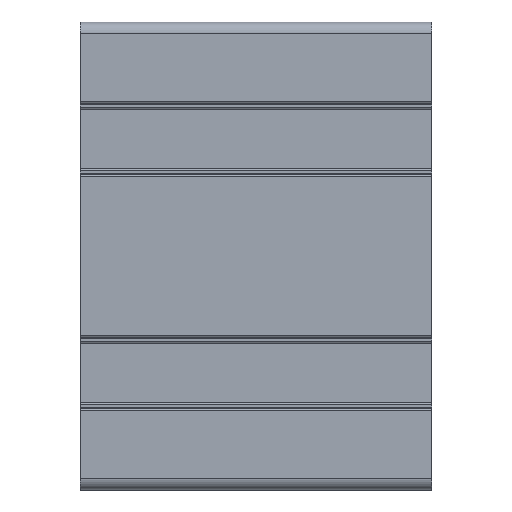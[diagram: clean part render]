
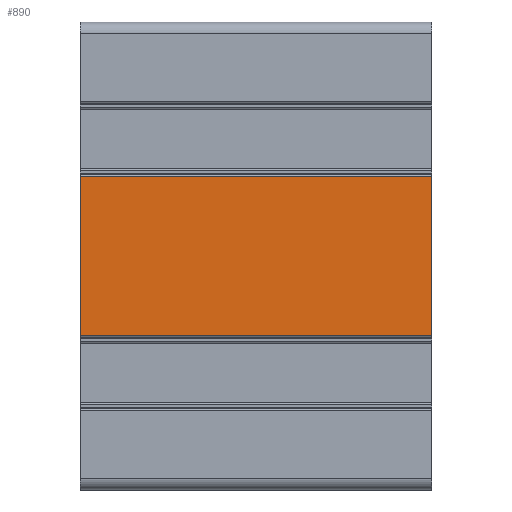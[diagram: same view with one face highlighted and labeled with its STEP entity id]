
A CAD part, left-side view. The second image highlights one B-rep face of the part: STEP entity #890.
In plain terms, the highlighted planar face has unit normal (-1, 0, 0).
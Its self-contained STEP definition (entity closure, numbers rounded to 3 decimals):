
#890 = ADVANCED_FACE ( 'NONE', ( #12963 ), #13897, .F. ) ;
#924 = EDGE_CURVE ( 'NONE', #3762, #8074, #6546, .T. ) ;
#1562 = CARTESIAN_POINT ( 'NONE',  ( -60., 60., 13.65 ) ) ;
#2146 = CARTESIAN_POINT ( 'NONE',  ( -60., 0., 13.65 ) ) ;
#3184 = ORIENTED_EDGE ( 'NONE', *, *, #3681, .F. ) ;
#3532 = CARTESIAN_POINT ( 'NONE',  ( -60., 60., 13.65 ) ) ;
#3678 = DIRECTION ( 'NONE',  ( 0., -1., 0. ) ) ;
#3681 = EDGE_CURVE ( 'NONE', #8119, #3762, #10190, .T. ) ;
#3762 = VERTEX_POINT ( 'NONE', #1562 ) ;
#4033 = DIRECTION ( 'NONE',  ( 1., 0., 0. ) ) ;
#4372 = VECTOR ( 'NONE', #3678, 1000. ) ;
#4493 = LINE ( 'NONE', #6868, #10938 ) ;
#4856 = VECTOR ( 'NONE', #5473, 1000. ) ;
#5473 = DIRECTION ( 'NONE',  ( 0., -1., 0. ) ) ;
#5660 = CARTESIAN_POINT ( 'NONE',  ( -60., 60., 0. ) ) ;
#5950 = CARTESIAN_POINT ( 'NONE',  ( -60., 0., -13.65 ) ) ;
#6543 = ORIENTED_EDGE ( 'NONE', *, *, #924, .F. ) ;
#6546 = LINE ( 'NONE', #3532, #4856 ) ;
#6868 = CARTESIAN_POINT ( 'NONE',  ( -60., 0., 0. ) ) ;
#7129 = LINE ( 'NONE', #8071, #4372 ) ;
#7841 = EDGE_CURVE ( 'NONE', #8119, #13622, #7129, .T. ) ;
#8071 = CARTESIAN_POINT ( 'NONE',  ( -60., 60., -13.65 ) ) ;
#8074 = VERTEX_POINT ( 'NONE', #2146 ) ;
#8119 = VERTEX_POINT ( 'NONE', #13226 ) ;
#8421 = DIRECTION ( 'NONE',  ( 0., 0., -1. ) ) ;
#10035 = DIRECTION ( 'NONE',  ( 0., 0., 1. ) ) ;
#10093 = ORIENTED_EDGE ( 'NONE', *, *, #10192, .T. ) ;
#10170 = EDGE_LOOP ( 'NONE', ( #10093, #6543, #3184, #13404 ) ) ;
#10190 = LINE ( 'NONE', #5660, #11246 ) ;
#10192 = EDGE_CURVE ( 'NONE', #13622, #8074, #4493, .T. ) ;
#10244 = DIRECTION ( 'NONE',  ( 0., 0., 1. ) ) ;
#10938 = VECTOR ( 'NONE', #10244, 1000. ) ;
#11246 = VECTOR ( 'NONE', #10035, 1000. ) ;
#11868 = CARTESIAN_POINT ( 'NONE',  ( -60., 60., 0. ) ) ;
#12207 = AXIS2_PLACEMENT_3D ( 'NONE', #11868, #4033, #8421 ) ;
#12963 = FACE_OUTER_BOUND ( 'NONE', #10170, .T. ) ;
#13226 = CARTESIAN_POINT ( 'NONE',  ( -60., 60., -13.65 ) ) ;
#13404 = ORIENTED_EDGE ( 'NONE', *, *, #7841, .T. ) ;
#13622 = VERTEX_POINT ( 'NONE', #5950 ) ;
#13897 = PLANE ( 'NONE',  #12207 ) ;
